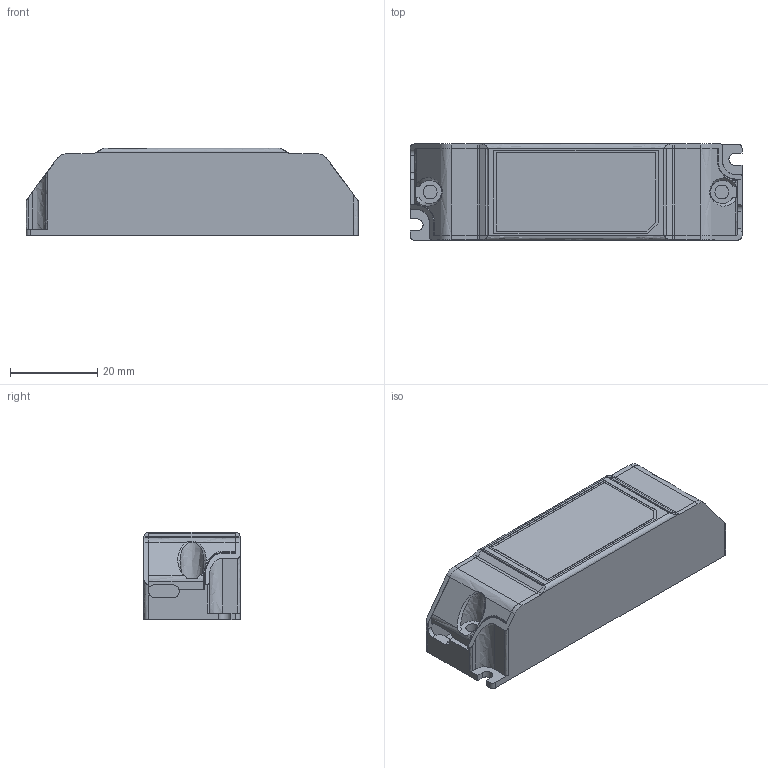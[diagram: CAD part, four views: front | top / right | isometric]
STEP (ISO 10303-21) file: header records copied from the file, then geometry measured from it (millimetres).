
FILE_DESCRIPTION(/* description */ (''),/* implementation_level */ '2;1');
FILE_NAME(/* name */ 'LS-3-X~2',/* time_stamp */ '2023-06-26T17:23:30+08:00',/* author */ (''),/* organization */ (''),/* preprocessor_version */ 'ST-DEVELOPER v16.5',/* originating_system */ '',/* authorisation */ '');
FILE_SCHEMA (('AUTOMOTIVE_DESIGN'));
Length unit declared in the file: millimetre
Products named in the file (1): Document
Bounding box: 76 x 22 x 20 mm (x, y, z)
Volume: 24024.7 mm3; surface area: 11115.5 mm2
Topology: 3 solids, 3 shells, 237 faces, 661 edges, 432 vertices
Faces by surface type: plane 149, bspline 88
Entity records: 8952 total; most frequent: CARTESIAN_POINT 4807, ORIENTED_EDGE 1322, EDGE_CURVE 661, B_SPLINE_CURVE_WITH_KNOTS 525, VERTEX_POINT 432, EDGE_LOOP 243, ADVANCED_FACE 237, FACE_OUTER_BOUND 237
